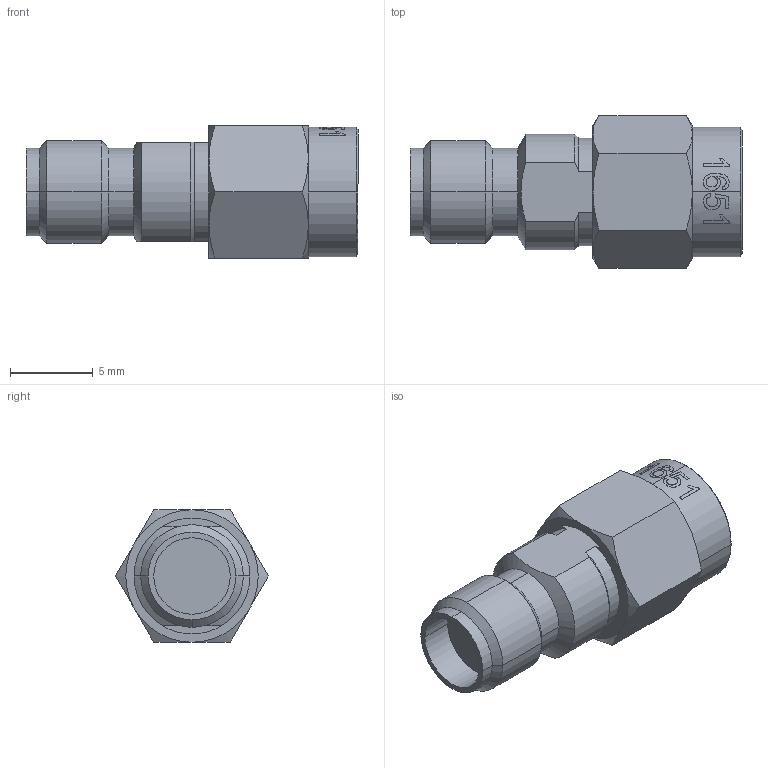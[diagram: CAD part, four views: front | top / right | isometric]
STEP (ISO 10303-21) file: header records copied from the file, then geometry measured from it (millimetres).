
FILE_DESCRIPTION (( 'STEP AP214' ), '1' );
FILE_NAME ('FMAD1651_3D.step', '2023-03-13T20:46:44', ( '' ), ( '' ), 'SwSTEP 2.0', 'SolidWorks 2022', '' );
FILE_SCHEMA (( 'AUTOMOTIVE_DESIGN' ));
Length unit declared in the file: inch
Products named in the file (1): FMAD1651_3D
Bounding box: 20.05 x 9.24 x 8 mm (x, y, z)
Volume: 630.5 mm3; surface area: 785.6 mm2
Topology: 1 solids, 1 shells, 150 faces, 366 edges, 230 vertices
Faces by surface type: cylinder 42, cone 41, plane 34, bspline 33
Entity records: 6974 total; most frequent: CARTESIAN_POINT 3673, ORIENTED_EDGE 732, DIRECTION 590, EDGE_CURVE 366, AXIS2_PLACEMENT_3D 241, VERTEX_POINT 230, EDGE_LOOP 162, ADVANCED_FACE 150
